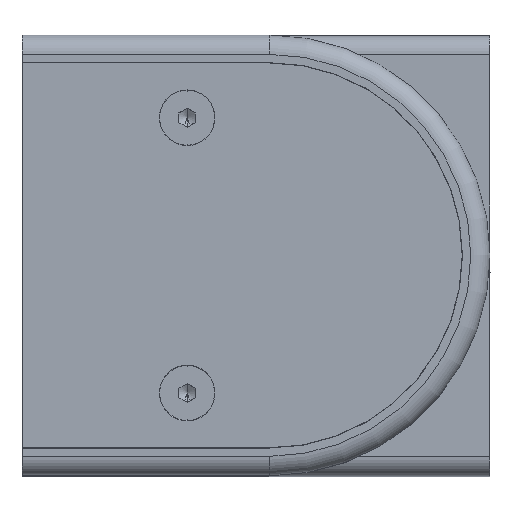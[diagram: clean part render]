
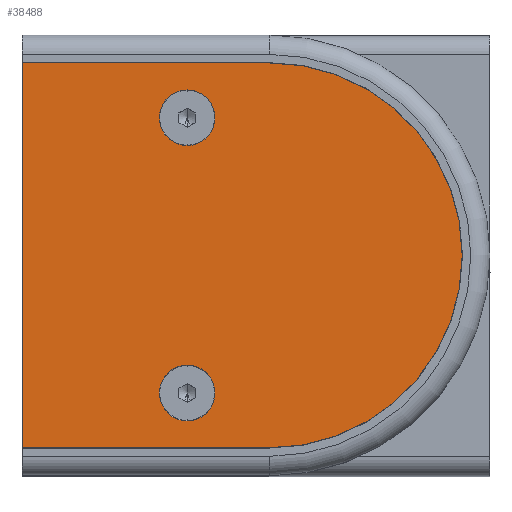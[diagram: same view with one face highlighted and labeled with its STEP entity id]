
A CAD part, top view. The second image highlights one B-rep face of the part: STEP entity #38488.
In plain terms, the highlighted planar face has unit normal (0, 0, 1).
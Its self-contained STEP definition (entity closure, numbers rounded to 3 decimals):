
#38016=CARTESIAN_POINT('',(35.05,45.,118.0));
#38017=VERTEX_POINT('',#38016);
#38026=CARTESIAN_POINT('',(24.95,45.,118.0));
#38027=VERTEX_POINT('',#38026);
#38028=CARTESIAN_POINT('',(30.,45.,118.0));
#38029=DIRECTION('',(0.0,0.0,-1.0));
#38030=DIRECTION('',(1.0,0.0,0.0));
#38031=AXIS2_PLACEMENT_3D('',#38028,#38029,#38030);
#38032=CIRCLE('',#38031,5.05);
#38033=EDGE_CURVE('',#38027,#38017,#38032,.T.);
#38058=CARTESIAN_POINT('',(35.05,-5.,118.0));
#38059=VERTEX_POINT('',#38058);
#38068=CARTESIAN_POINT('',(24.95,-5.,118.0));
#38069=VERTEX_POINT('',#38068);
#38070=CARTESIAN_POINT('',(30.,-5.,118.0));
#38071=DIRECTION('',(0.0,0.0,-1.0));
#38072=DIRECTION('',(1.0,0.0,0.0));
#38073=AXIS2_PLACEMENT_3D('',#38070,#38071,#38072);
#38074=CIRCLE('',#38073,5.05);
#38075=EDGE_CURVE('',#38069,#38059,#38074,.T.);
#38315=CARTESIAN_POINT('',(30.,-5.,118.0));
#38316=DIRECTION('',(0.0,0.0,-1.0));
#38317=DIRECTION('',(1.0,0.0,0.0));
#38318=AXIS2_PLACEMENT_3D('',#38315,#38316,#38317);
#38319=CIRCLE('',#38318,5.05);
#38320=EDGE_CURVE('',#38059,#38069,#38319,.T.);
#38333=CARTESIAN_POINT('',(30.,45.,118.0));
#38334=DIRECTION('',(0.0,0.0,-1.0));
#38335=DIRECTION('',(1.0,0.0,0.0));
#38336=AXIS2_PLACEMENT_3D('',#38333,#38334,#38335);
#38337=CIRCLE('',#38336,5.05);
#38338=EDGE_CURVE('',#38017,#38027,#38337,.T.);
#38348=CARTESIAN_POINT('',(0.1,-14.95,118.0));
#38349=VERTEX_POINT('',#38348);
#38350=CARTESIAN_POINT('',(0.1,54.95,118.0));
#38351=VERTEX_POINT('',#38350);
#38352=CARTESIAN_POINT('',(0.1,-14.95,118.0));
#38353=DIRECTION('',(0.0,1.0,0.0));
#38354=VECTOR('',#38353,69.9);
#38355=LINE('',#38352,#38354);
#38356=EDGE_CURVE('',#38349,#38351,#38355,.T.);
#38388=CARTESIAN_POINT('',(45.,54.95,118.0));
#38389=VERTEX_POINT('',#38388);
#38390=CARTESIAN_POINT('',(0.1,54.95,118.0));
#38391=DIRECTION('',(1.0,0.0,0.0));
#38392=VECTOR('',#38391,44.9);
#38393=LINE('',#38390,#38392);
#38394=EDGE_CURVE('',#38351,#38389,#38393,.T.);
#38419=CARTESIAN_POINT('',(45.,-14.95,118.0));
#38420=VERTEX_POINT('',#38419);
#38421=CARTESIAN_POINT('',(45.,20.,118.0));
#38422=DIRECTION('',(0.0,0.0,-1.0));
#38423=DIRECTION('',(-1.0,0.0,0.0));
#38424=AXIS2_PLACEMENT_3D('',#38421,#38422,#38423);
#38425=CIRCLE('',#38424,34.95);
#38426=EDGE_CURVE('',#38389,#38420,#38425,.T.);
#38452=CARTESIAN_POINT('',(45.,-14.95,118.0));
#38453=DIRECTION('',(-1.0,0.0,0.0));
#38454=VECTOR('',#38453,44.9);
#38455=LINE('',#38452,#38454);
#38456=EDGE_CURVE('',#38420,#38349,#38455,.T.);
#38469=CARTESIAN_POINT('',(0.1,-14.95,118.0));
#38470=DIRECTION('',(0.0,0.0,-1.0));
#38471=DIRECTION('',(1.0,0.0,0.0));
#38472=AXIS2_PLACEMENT_3D('',#38469,#38470,#38471);
#38473=PLANE('',#38472);
#38474=ORIENTED_EDGE('',*,*,#38356,.F.);
#38475=ORIENTED_EDGE('',*,*,#38456,.F.);
#38476=ORIENTED_EDGE('',*,*,#38426,.F.);
#38477=ORIENTED_EDGE('',*,*,#38394,.F.);
#38478=EDGE_LOOP('',(#38474,#38475,#38476,#38477));
#38479=FACE_OUTER_BOUND('',#38478,.T.);
#38480=ORIENTED_EDGE('',*,*,#38320,.T.);
#38481=ORIENTED_EDGE('',*,*,#38075,.T.);
#38482=EDGE_LOOP('',(#38480,#38481));
#38483=FACE_BOUND('',#38482,.T.);
#38484=ORIENTED_EDGE('',*,*,#38338,.T.);
#38485=ORIENTED_EDGE('',*,*,#38033,.T.);
#38486=EDGE_LOOP('',(#38484,#38485));
#38487=FACE_BOUND('',#38486,.T.);
#38488=ADVANCED_FACE('',(#38479,#38483,#38487),#38473,.F.);
